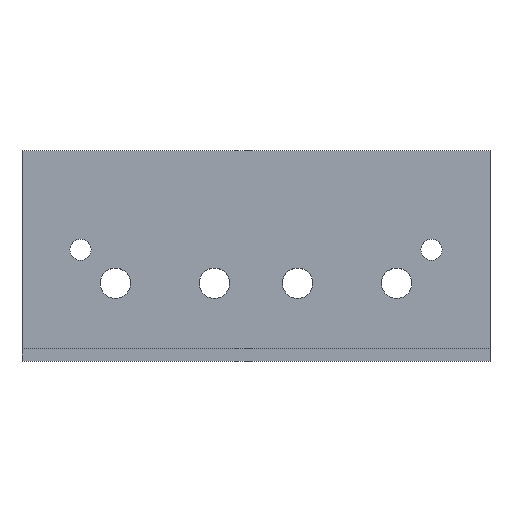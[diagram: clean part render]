
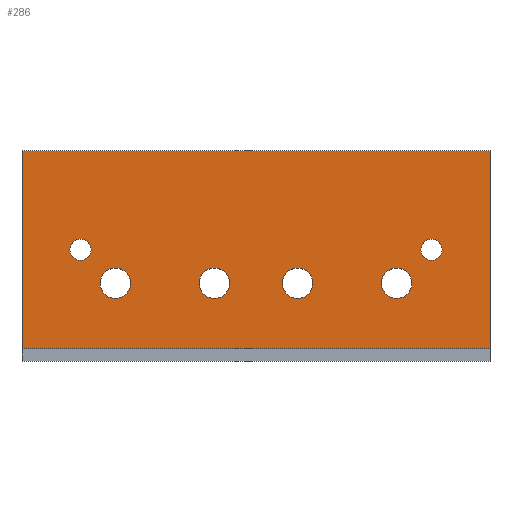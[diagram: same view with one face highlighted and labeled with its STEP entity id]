
A CAD part, top view. The second image highlights one B-rep face of the part: STEP entity #286.
In plain terms, the highlighted planar face has unit normal (0, 0, 1).
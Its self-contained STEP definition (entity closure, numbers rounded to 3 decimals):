
#21=FACE_BOUND('',#69,.T.);
#22=FACE_BOUND('',#70,.T.);
#23=FACE_BOUND('',#71,.T.);
#24=FACE_BOUND('',#72,.T.);
#25=FACE_BOUND('',#73,.T.);
#26=FACE_BOUND('',#74,.T.);
#34=PLANE('',#326);
#48=FACE_OUTER_BOUND('',#68,.T.);
#68=EDGE_LOOP('',(#257,#258,#259,#260));
#69=EDGE_LOOP('',(#261));
#70=EDGE_LOOP('',(#262));
#71=EDGE_LOOP('',(#263));
#72=EDGE_LOOP('',(#264));
#73=EDGE_LOOP('',(#265));
#74=EDGE_LOOP('',(#266));
#89=LINE('',#461,#113);
#92=LINE('',#467,#116);
#96=LINE('',#475,#120);
#98=LINE('',#478,#122);
#113=VECTOR('',#385,10.);
#116=VECTOR('',#390,10.);
#120=VECTOR('',#398,10.);
#122=VECTOR('',#402,10.);
#123=CIRCLE('',#302,1.955);
#125=CIRCLE('',#305,1.955);
#127=CIRCLE('',#308,1.955);
#129=CIRCLE('',#311,1.955);
#132=CIRCLE('',#315,1.353);
#134=CIRCLE('',#318,1.353);
#135=VERTEX_POINT('',#407);
#137=VERTEX_POINT('',#413);
#139=VERTEX_POINT('',#419);
#141=VERTEX_POINT('',#425);
#144=VERTEX_POINT('',#433);
#146=VERTEX_POINT('',#439);
#153=VERTEX_POINT('',#458);
#154=VERTEX_POINT('',#460);
#156=VERTEX_POINT('',#466);
#158=VERTEX_POINT('',#474);
#159=EDGE_CURVE('',#135,#135,#123,.T.);
#162=EDGE_CURVE('',#137,#137,#125,.T.);
#165=EDGE_CURVE('',#139,#139,#127,.T.);
#168=EDGE_CURVE('',#141,#141,#129,.T.);
#173=EDGE_CURVE('',#144,#144,#132,.T.);
#176=EDGE_CURVE('',#146,#146,#134,.T.);
#185=EDGE_CURVE('',#154,#153,#89,.T.);
#188=EDGE_CURVE('',#156,#154,#92,.T.);
#192=EDGE_CURVE('',#158,#156,#96,.T.);
#194=EDGE_CURVE('',#153,#158,#98,.T.);
#257=ORIENTED_EDGE('',*,*,#188,.T.);
#258=ORIENTED_EDGE('',*,*,#185,.T.);
#259=ORIENTED_EDGE('',*,*,#194,.T.);
#260=ORIENTED_EDGE('',*,*,#192,.T.);
#261=ORIENTED_EDGE('',*,*,#159,.T.);
#262=ORIENTED_EDGE('',*,*,#162,.T.);
#263=ORIENTED_EDGE('',*,*,#165,.T.);
#264=ORIENTED_EDGE('',*,*,#168,.T.);
#265=ORIENTED_EDGE('',*,*,#173,.T.);
#266=ORIENTED_EDGE('',*,*,#176,.T.);
#286=ADVANCED_FACE('',(#48,#21,#22,#23,#24,#25,#26),#34,.T.);
#302=AXIS2_PLACEMENT_3D('',#408,#331,#332);
#305=AXIS2_PLACEMENT_3D('',#414,#338,#339);
#308=AXIS2_PLACEMENT_3D('',#420,#345,#346);
#311=AXIS2_PLACEMENT_3D('',#426,#352,#353);
#315=AXIS2_PLACEMENT_3D('',#435,#362,#363);
#318=AXIS2_PLACEMENT_3D('',#441,#369,#370);
#326=AXIS2_PLACEMENT_3D('',#479,#403,#404);
#331=DIRECTION('center_axis',(0.,0.,-1.));
#332=DIRECTION('ref_axis',(-1.,0.,0.));
#338=DIRECTION('center_axis',(0.,0.,-1.));
#339=DIRECTION('ref_axis',(-1.,0.,0.));
#345=DIRECTION('center_axis',(0.,0.,-1.));
#346=DIRECTION('ref_axis',(-1.,0.,0.));
#352=DIRECTION('center_axis',(0.,0.,-1.));
#353=DIRECTION('ref_axis',(-1.,0.,0.));
#362=DIRECTION('center_axis',(0.,0.,-1.));
#363=DIRECTION('ref_axis',(-1.,0.,0.));
#369=DIRECTION('center_axis',(0.,0.,-1.));
#370=DIRECTION('ref_axis',(-1.,0.,0.));
#385=DIRECTION('',(0.,1.,0.));
#390=DIRECTION('',(1.,0.,0.));
#398=DIRECTION('',(0.,-1.,0.));
#402=DIRECTION('',(-1.,0.,0.));
#403=DIRECTION('center_axis',(0.,0.,1.));
#404=DIRECTION('ref_axis',(1.,0.,0.));
#407=CARTESIAN_POINT('',(7.289,0.,10.));
#408=CARTESIAN_POINT('Origin',(5.334,0.,10.));
#413=CARTESIAN_POINT('',(-3.379,0.,10.));
#414=CARTESIAN_POINT('Origin',(-5.334,0.,10.));
#419=CARTESIAN_POINT('',(19.989,0.,10.));
#420=CARTESIAN_POINT('Origin',(18.034,0.,10.));
#425=CARTESIAN_POINT('',(-16.079,0.,10.));
#426=CARTESIAN_POINT('Origin',(-18.034,0.,10.));
#433=CARTESIAN_POINT('',(23.853,4.3,10.));
#435=CARTESIAN_POINT('Origin',(22.5,4.3,10.));
#439=CARTESIAN_POINT('',(-21.148,4.3,10.));
#441=CARTESIAN_POINT('Origin',(-22.5,4.3,10.));
#458=CARTESIAN_POINT('',(30.,17.,10.));
#460=CARTESIAN_POINT('',(30.,-8.4,10.));
#461=CARTESIAN_POINT('',(30.,-10.,10.));
#466=CARTESIAN_POINT('',(-30.,-8.4,10.));
#467=CARTESIAN_POINT('',(15.,-8.4,10.));
#474=CARTESIAN_POINT('',(-30.,17.,10.));
#475=CARTESIAN_POINT('',(-30.,17.,10.));
#478=CARTESIAN_POINT('',(30.,17.,10.));
#479=CARTESIAN_POINT('Origin',(0.,3.5,10.));
